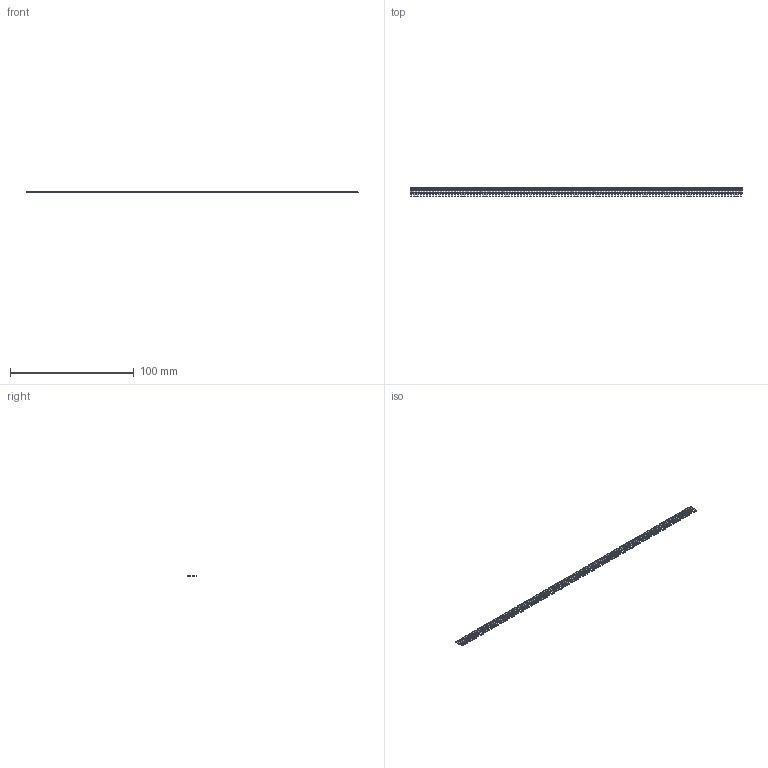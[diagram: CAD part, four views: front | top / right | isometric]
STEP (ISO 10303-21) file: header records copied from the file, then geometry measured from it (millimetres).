
FILE_DESCRIPTION (( 'STEP AP203' ), '1' );
FILE_NAME ('103-106-253-100.STEP', '2020-04-16T17:25:37', ( '' ), ( '' ), 'SwSTEP 2.0', 'SolidWorks 2016', '' );
FILE_SCHEMA (( 'CONFIG_CONTROL_DESIGN' ));
Length unit declared in the file: inch
Products named in the file (2): 100-290-001_100-290-253; 103-106-253-100
Assembly tree (106 placements, depth 2):
  103-106-253-100
    100-290-001_100-290-253  x106
Bounding box: 268.73 x 7.62 x 0.51 mm (x, y, z)
Volume: 584.9 mm3; surface area: 3647.2 mm2
Topology: 106 solids, 106 shells, 2120 faces, 5724 edges, 3816 vertices
Faces by surface type: plane 2014, cylinder 106
Entity records: 4180 total; most frequent: DIRECTION 314, CALENDAR_DATE 222, LOCAL_TIME 222, COORDINATED_UNIVERSAL_TIME_OFFSET 222, DATE_AND_TIME 222, CARTESIAN_POINT 219, AXIS2_PLACEMENT_3D 131, PERSON_AND_ORGANIZATION 122
